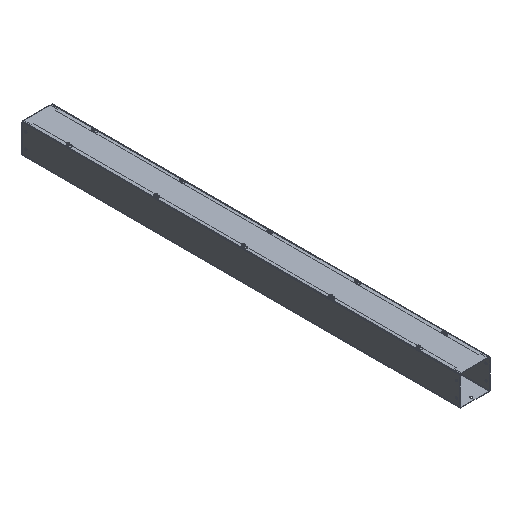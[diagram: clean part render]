
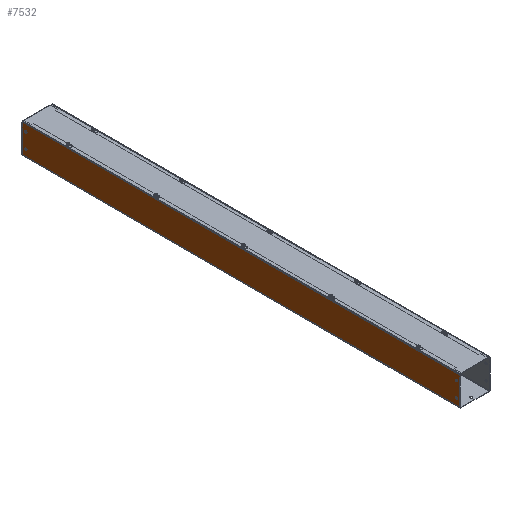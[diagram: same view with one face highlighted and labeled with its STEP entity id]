
A CAD part, isometric view. The second image highlights one B-rep face of the part: STEP entity #7532.
In plain terms, the highlighted planar face has unit normal (-1, 0, 0).
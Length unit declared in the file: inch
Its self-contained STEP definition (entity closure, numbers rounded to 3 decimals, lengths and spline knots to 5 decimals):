
#39 = DIRECTION ( 'NONE',  ( 1., 0., 0. ) ) ;
#79 = CIRCLE ( 'NONE', #4990, 0.133 ) ;
#80 = CIRCLE ( 'NONE', #8816, 0.133 ) ;
#270 = CIRCLE ( 'NONE', #7953, 0.133 ) ;
#418 = ORIENTED_EDGE ( 'NONE', *, *, #947, .T. ) ;
#454 = DIRECTION ( 'NONE',  ( 0., 0., 1. ) ) ;
#839 = DIRECTION ( 'NONE',  ( 0., 0., 1. ) ) ;
#947 = EDGE_CURVE ( 'NONE', #1316, #6293, #270, .T. ) ;
#948 = CARTESIAN_POINT ( 'NONE',  ( -2.057, -29.5, 2.924 ) ) ;
#975 = VECTOR ( 'NONE', #9267, 39.37008 ) ;
#984 = LINE ( 'NONE', #4991, #975 ) ;
#1242 = FACE_BOUND ( 'NONE', #5438, .T. ) ;
#1246 = AXIS2_PLACEMENT_3D ( 'NONE', #10622, #1280, #5544 ) ;
#1280 = DIRECTION ( 'NONE',  ( 1., 0., 0. ) ) ;
#1316 = VERTEX_POINT ( 'NONE', #6825 ) ;
#1368 = EDGE_CURVE ( 'NONE', #6293, #1316, #80, .T. ) ;
#1549 = DIRECTION ( 'NONE',  ( 0., 0., 1. ) ) ;
#1639 = VECTOR ( 'NONE', #11735, 39.37008 ) ;
#1788 = CARTESIAN_POINT ( 'NONE',  ( -2.057, 30., 0.047 ) ) ;
#1994 = FACE_BOUND ( 'NONE', #5677, .T. ) ;
#2065 = DIRECTION ( 'NONE',  ( -1., 0., 0. ) ) ;
#2230 = CARTESIAN_POINT ( 'NONE',  ( -2.057, 29.5, 3.19 ) ) ;
#2243 = CIRCLE ( 'NONE', #2886, 0.133 ) ;
#2279 = ORIENTED_EDGE ( 'NONE', *, *, #8839, .F. ) ;
#2644 = EDGE_LOOP ( 'NONE', ( #5334, #2279, #11780, #4333 ) ) ;
#2706 = AXIS2_PLACEMENT_3D ( 'NONE', #11416, #5534, #454 ) ;
#2721 = EDGE_CURVE ( 'NONE', #10986, #8294, #4325, .T. ) ;
#2754 = EDGE_LOOP ( 'NONE', ( #3015, #11854 ) ) ;
#2844 = CARTESIAN_POINT ( 'NONE',  ( -2.057, 29.5, 1. ) ) ;
#2886 = AXIS2_PLACEMENT_3D ( 'NONE', #6971, #7033, #4766 ) ;
#2934 = FACE_BOUND ( 'NONE', #10295, .T. ) ;
#3015 = ORIENTED_EDGE ( 'NONE', *, *, #4896, .T. ) ;
#3147 = CIRCLE ( 'NONE', #2706, 0.133 ) ;
#3170 = CARTESIAN_POINT ( 'NONE',  ( -2.057, -30., 3.971 ) ) ;
#3390 = VERTEX_POINT ( 'NONE', #11997 ) ;
#3519 = CARTESIAN_POINT ( 'NONE',  ( -2.057, -29.5, 1.133 ) ) ;
#3533 = EDGE_CURVE ( 'NONE', #4730, #5800, #79, .T. ) ;
#3598 = LINE ( 'NONE', #7664, #1639 ) ;
#4142 = ORIENTED_EDGE ( 'NONE', *, *, #8903, .T. ) ;
#4325 = CIRCLE ( 'NONE', #9443, 0.133 ) ;
#4333 = ORIENTED_EDGE ( 'NONE', *, *, #8474, .F. ) ;
#4354 = CARTESIAN_POINT ( 'NONE',  ( -2.057, 29.5, 0.867 ) ) ;
#4418 = CARTESIAN_POINT ( 'NONE',  ( -2.057, -30., 0.086 ) ) ;
#4730 = VERTEX_POINT ( 'NONE', #948 ) ;
#4766 = DIRECTION ( 'NONE',  ( 0., 0., 1. ) ) ;
#4875 = CIRCLE ( 'NONE', #1246, 0.133 ) ;
#4896 = EDGE_CURVE ( 'NONE', #5800, #4730, #2243, .T. ) ;
#4990 = AXIS2_PLACEMENT_3D ( 'NONE', #12508, #39, #7182 ) ;
#4991 = CARTESIAN_POINT ( 'NONE',  ( -2.057, -30., 0.057 ) ) ;
#5318 = PLANE ( 'NONE',  #6559 ) ;
#5334 = ORIENTED_EDGE ( 'NONE', *, *, #6119, .T. ) ;
#5349 = CARTESIAN_POINT ( 'NONE',  ( -2.057, -29.5, 1. ) ) ;
#5438 = EDGE_LOOP ( 'NONE', ( #418, #8631 ) ) ;
#5534 = DIRECTION ( 'NONE',  ( 1., 0., 0. ) ) ;
#5544 = DIRECTION ( 'NONE',  ( 0., 0., 1. ) ) ;
#5565 = EDGE_CURVE ( 'NONE', #13050, #8747, #984, .T. ) ;
#5677 = EDGE_LOOP ( 'NONE', ( #8526, #12523 ) ) ;
#5800 = VERTEX_POINT ( 'NONE', #12447 ) ;
#6119 = EDGE_CURVE ( 'NONE', #6387, #3390, #12621, .T. ) ;
#6293 = VERTEX_POINT ( 'NONE', #4354 ) ;
#6387 = VERTEX_POINT ( 'NONE', #11627 ) ;
#6555 = DIRECTION ( 'NONE',  ( 0., 0., -1. ) ) ;
#6559 = AXIS2_PLACEMENT_3D ( 'NONE', #1788, #2065, #9944 ) ;
#6583 = ORIENTED_EDGE ( 'NONE', *, *, #2721, .T. ) ;
#6761 = DIRECTION ( 'NONE',  ( 0., 0., 1. ) ) ;
#6825 = CARTESIAN_POINT ( 'NONE',  ( -2.057, 29.5, 1.133 ) ) ;
#6971 = CARTESIAN_POINT ( 'NONE',  ( -2.057, -29.5, 3.057 ) ) ;
#7030 = CARTESIAN_POINT ( 'NONE',  ( -2.057, -30., 0.086 ) ) ;
#7033 = DIRECTION ( 'NONE',  ( 1., 0., 0. ) ) ;
#7167 = VECTOR ( 'NONE', #6555, 39.37008 ) ;
#7182 = DIRECTION ( 'NONE',  ( 0., 0., 1. ) ) ;
#7279 = DIRECTION ( 'NONE',  ( 1., 0., 0. ) ) ;
#7532 = ADVANCED_FACE ( 'NONE', ( #13068, #2934, #11135, #1242, #1994 ), #5318, .T. ) ;
#7549 = CARTESIAN_POINT ( 'NONE',  ( -2.057, 30., 0.057 ) ) ;
#7664 = CARTESIAN_POINT ( 'NONE',  ( -2.057, -30., 3.971 ) ) ;
#7759 = CARTESIAN_POINT ( 'NONE',  ( -2.057, 29.5, 1. ) ) ;
#7953 = AXIS2_PLACEMENT_3D ( 'NONE', #2844, #9927, #839 ) ;
#8246 = EDGE_CURVE ( 'NONE', #13170, #13139, #3147, .T. ) ;
#8294 = VERTEX_POINT ( 'NONE', #10612 ) ;
#8474 = EDGE_CURVE ( 'NONE', #6387, #8747, #3598, .T. ) ;
#8526 = ORIENTED_EDGE ( 'NONE', *, *, #9693, .T. ) ;
#8631 = ORIENTED_EDGE ( 'NONE', *, *, #1368, .T. ) ;
#8747 = VERTEX_POINT ( 'NONE', #3170 ) ;
#8816 = AXIS2_PLACEMENT_3D ( 'NONE', #7759, #11836, #6761 ) ;
#8839 = EDGE_CURVE ( 'NONE', #13050, #3390, #11696, .T. ) ;
#8903 = EDGE_CURVE ( 'NONE', #8294, #10986, #11032, .T. ) ;
#9267 = DIRECTION ( 'NONE',  ( 0., 0., 1. ) ) ;
#9443 = AXIS2_PLACEMENT_3D ( 'NONE', #5349, #7279, #11354 ) ;
#9633 = DIRECTION ( 'NONE',  ( 0., 1., 0. ) ) ;
#9693 = EDGE_CURVE ( 'NONE', #13139, #13170, #4875, .T. ) ;
#9751 = VECTOR ( 'NONE', #9633, 39.37008 ) ;
#9927 = DIRECTION ( 'NONE',  ( 1., 0., 0. ) ) ;
#9944 = DIRECTION ( 'NONE',  ( 0., 0., 1. ) ) ;
#10295 = EDGE_LOOP ( 'NONE', ( #6583, #4142 ) ) ;
#10612 = CARTESIAN_POINT ( 'NONE',  ( -2.057, -29.5, 0.867 ) ) ;
#10622 = CARTESIAN_POINT ( 'NONE',  ( -2.057, 29.5, 3.057 ) ) ;
#10630 = CARTESIAN_POINT ( 'NONE',  ( -2.057, -29.5, 1. ) ) ;
#10693 = DIRECTION ( 'NONE',  ( 1., 0., 0. ) ) ;
#10986 = VERTEX_POINT ( 'NONE', #3519 ) ;
#11032 = CIRCLE ( 'NONE', #12946, 0.133 ) ;
#11135 = FACE_BOUND ( 'NONE', #2754, .T. ) ;
#11354 = DIRECTION ( 'NONE',  ( 0., 0., 1. ) ) ;
#11416 = CARTESIAN_POINT ( 'NONE',  ( -2.057, 29.5, 3.057 ) ) ;
#11627 = CARTESIAN_POINT ( 'NONE',  ( -2.057, 30., 3.971 ) ) ;
#11696 = LINE ( 'NONE', #4418, #9751 ) ;
#11735 = DIRECTION ( 'NONE',  ( 0., -1., 0. ) ) ;
#11780 = ORIENTED_EDGE ( 'NONE', *, *, #5565, .T. ) ;
#11836 = DIRECTION ( 'NONE',  ( 1., 0., 0. ) ) ;
#11854 = ORIENTED_EDGE ( 'NONE', *, *, #3533, .T. ) ;
#11997 = CARTESIAN_POINT ( 'NONE',  ( -2.057, 30., 0.086 ) ) ;
#12443 = CARTESIAN_POINT ( 'NONE',  ( -2.057, 29.5, 2.924 ) ) ;
#12447 = CARTESIAN_POINT ( 'NONE',  ( -2.057, -29.5, 3.19 ) ) ;
#12508 = CARTESIAN_POINT ( 'NONE',  ( -2.057, -29.5, 3.057 ) ) ;
#12523 = ORIENTED_EDGE ( 'NONE', *, *, #8246, .T. ) ;
#12621 = LINE ( 'NONE', #7549, #7167 ) ;
#12946 = AXIS2_PLACEMENT_3D ( 'NONE', #10630, #10693, #1549 ) ;
#13050 = VERTEX_POINT ( 'NONE', #7030 ) ;
#13068 = FACE_OUTER_BOUND ( 'NONE', #2644, .T. ) ;
#13139 = VERTEX_POINT ( 'NONE', #2230 ) ;
#13170 = VERTEX_POINT ( 'NONE', #12443 ) ;
